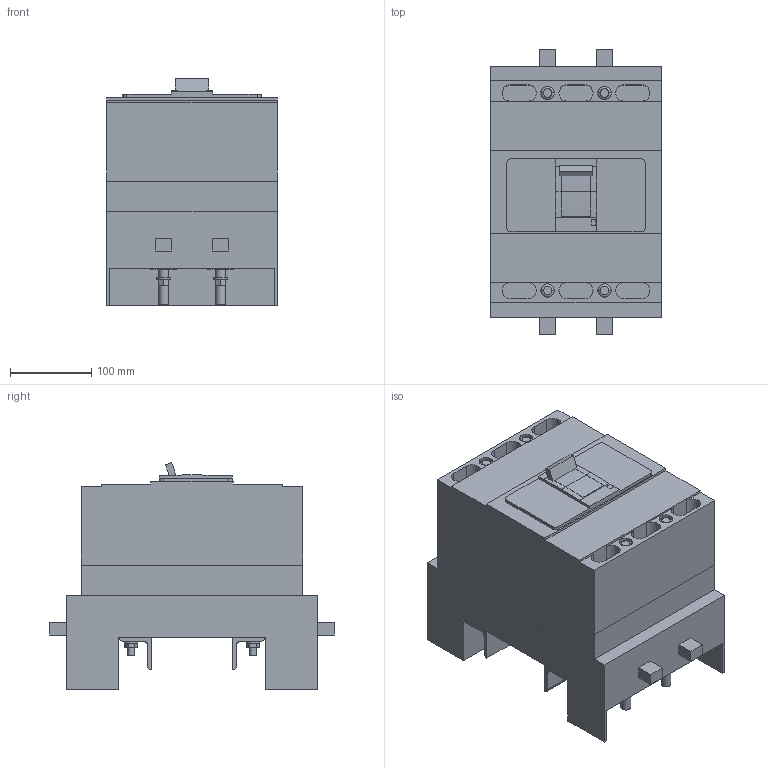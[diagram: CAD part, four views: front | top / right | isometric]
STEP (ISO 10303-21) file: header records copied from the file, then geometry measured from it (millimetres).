
FILE_DESCRIPTION(('CoCreate Modeling STEP Export'),'2;1');
FILE_NAME('Ｈ６３０ＮＥ３Ｍ.stp','2014-03-31T 8:12:25',(''),(''),'CoCreate Modeling STEP processor for AP214 (Solid Model)','CoCreate Modeling 17.0 01-Apr-2010 (C) Parametric Technology GmbH','');
FILE_SCHEMA(('AUTOMOTIVE_DESIGN { 1 0 10303 214 1 1 1 1 }'));
Length unit declared in the file: millimetre
Products named in the file (12): P1; P11; P4; P5.3; P6.2; P3; P10.1; P2; P8.1; P7; P9.3; Ｈ６３０ＮＥ３Ｍ
Assembly tree (33 placements, depth 2):
  Ｈ６３０ＮＥ３Ｍ
    P8.1  x4
    P7  x4
    P9.3  x4
    P2
    P10.1  x4
    P4  x4
    P6.2  x4
    P5.3  x4
    P3  x2
    P11
    P1
Bounding box: 210 x 350 x 279.18 mm (x, y, z)
Volume: 11043973.8 mm3; surface area: 890896.6 mm2
Topology: 33 solids, 33 shells, 425 faces, 1045 edges, 694 vertices
Faces by surface type: plane 227, cylinder 190, torus 8
Entity records: 7956 total; most frequent: ORIENTED_EDGE 1388, CARTESIAN_POINT 1270, DIRECTION 1176, EDGE_CURVE 694, VERTEX_POINT 462, VECTOR 440, LINE 440, AXIS2_PLACEMENT_3D 368
